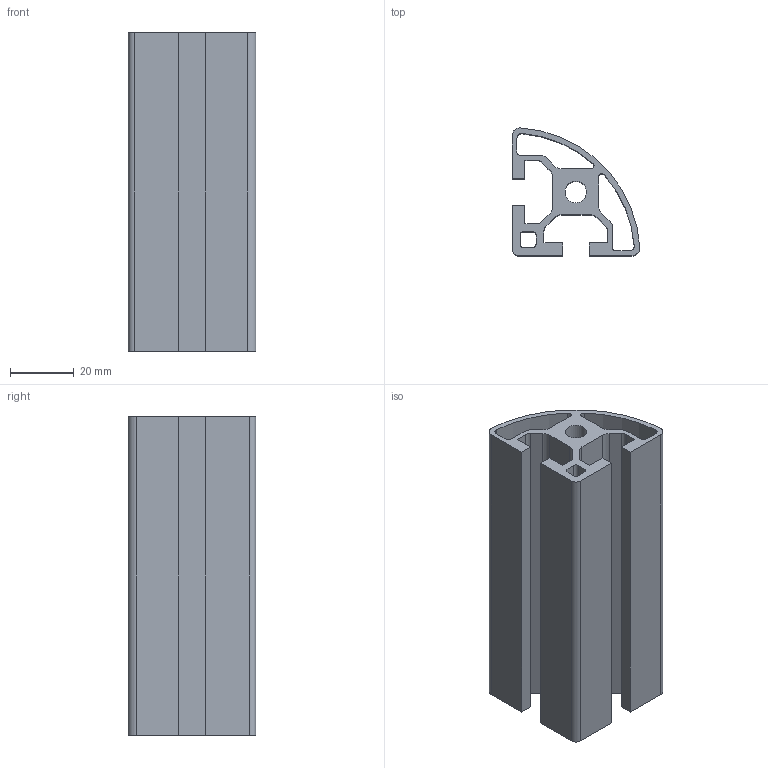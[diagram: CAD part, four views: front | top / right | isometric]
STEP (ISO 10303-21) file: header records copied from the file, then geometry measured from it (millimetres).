
FILE_DESCRIPTION(/* description */ (''),/* implementation_level */ '2;1');
FILE_NAME(/* name */ '154020.stp',/* time_stamp */ '2026-03-10T16:16:07+01:00',/* author */ ('jiri.spacek'),/* organization */ ('Alutec K&K'),/* preprocessor_version */ 'ST-DEVELOPER v20',/* originating_system */ 'Autodesk Inventor 2024',/* authorisation */ '');
FILE_SCHEMA (('AUTOMOTIVE_DESIGN { 1 0 10303 214 3 1 1 }'));
Length unit declared in the file: millimetre
Products named in the file (1): 154020
Bounding box: 40.11 x 40.11 x 100 mm (x, y, z)
Volume: 52810.3 mm3; surface area: 39622.2 mm2
Topology: 1 solids, 1 shells, 65 faces, 189 edges, 126 vertices
Faces by surface type: plane 36, cylinder 29
Full cylindrical faces by diameter (mm): 6.8 x1
Entity records: 2303 total; most frequent: CARTESIAN_POINT 381, DIRECTION 379, ORIENTED_EDGE 378, EDGE_CURVE 189, LINE 131, VECTOR 131, VERTEX_POINT 126, AXIS2_PLACEMENT_3D 124
